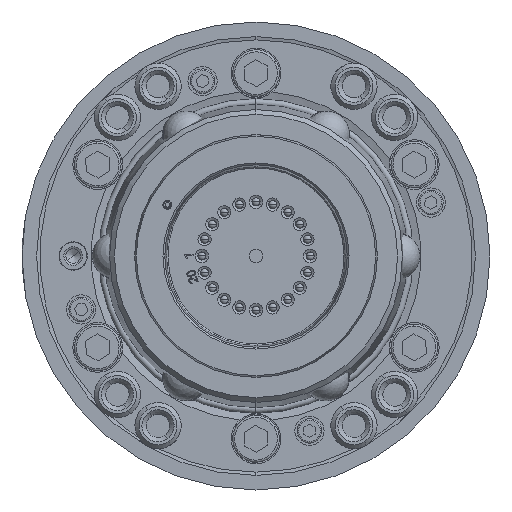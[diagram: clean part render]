
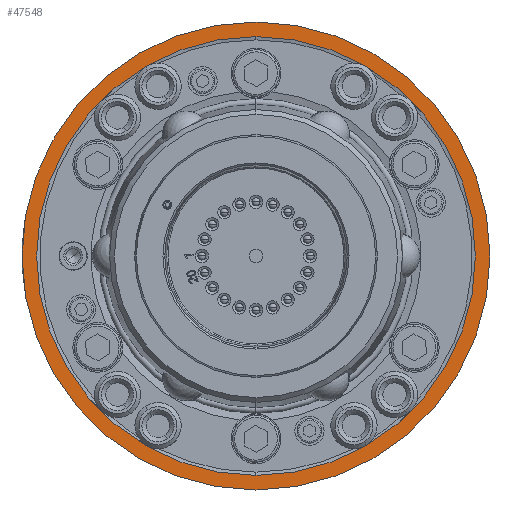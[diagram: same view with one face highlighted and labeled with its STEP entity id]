
A CAD part, front view. The second image highlights one B-rep face of the part: STEP entity #47548.
In plain terms, the highlighted planar face has unit normal (0, -1, 0).
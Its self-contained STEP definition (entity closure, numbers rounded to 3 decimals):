
#529 = AXIS2_PLACEMENT_3D ( 'NONE', #44690, #15861, #49545 ) ;
#2357 = DIRECTION ( 'NONE',  ( 0., 0., 1. ) ) ;
#2498 = DIRECTION ( 'NONE',  ( 0., 0., 1. ) ) ;
#2586 = CIRCLE ( 'NONE', #529, 75. ) ;
#3810 = AXIS2_PLACEMENT_3D ( 'NONE', #26416, #31286, #2357 ) ;
#6425 = VERTEX_POINT ( 'NONE', #33807 ) ;
#8452 = CARTESIAN_POINT ( 'NONE',  ( 0., -75., -80. ) ) ;
#9116 = AXIS2_PLACEMENT_3D ( 'NONE', #51009, #22219, #55790 ) ;
#9314 = ORIENTED_EDGE ( 'NONE', *, *, #53370, .T. ) ;
#9878 = EDGE_CURVE ( 'NONE', #49578, #58477, #23072, .T. ) ;
#12274 = CARTESIAN_POINT ( 'NONE',  ( 0., -75., 75. ) ) ;
#15861 = DIRECTION ( 'NONE',  ( 0., 1., 0. ) ) ;
#16108 = VERTEX_POINT ( 'NONE', #8452 ) ;
#19670 = VERTEX_POINT ( 'NONE', #12274 ) ;
#20450 = VERTEX_POINT ( 'NONE', #52528 ) ;
#20947 = EDGE_CURVE ( 'NONE', #6425, #19670, #61961, .T. ) ;
#22219 = DIRECTION ( 'NONE',  ( 0., 1., 0. ) ) ;
#22850 = DIRECTION ( 'NONE',  ( 0., 1., 0. ) ) ;
#23072 = CIRCLE ( 'NONE', #45912, 80. ) ;
#23756 = CARTESIAN_POINT ( 'NONE',  ( 0., -75., 0. ) ) ;
#26416 = CARTESIAN_POINT ( 'NONE',  ( 75., -75., 0. ) ) ;
#27235 = EDGE_CURVE ( 'NONE', #29734, #20450, #36781, .T. ) ;
#28025 = CARTESIAN_POINT ( 'NONE',  ( -69.031, -75., 40.431 ) ) ;
#28629 = DIRECTION ( 'NONE',  ( 0., 0., 1. ) ) ;
#28880 = ORIENTED_EDGE ( 'NONE', *, *, #48214, .F. ) ;
#29734 = VERTEX_POINT ( 'NONE', #59203 ) ;
#29808 = ORIENTED_EDGE ( 'NONE', *, *, #27235, .T. ) ;
#31286 = DIRECTION ( 'NONE',  ( 0., 1., 0. ) ) ;
#31559 = FACE_OUTER_BOUND ( 'NONE', #44753, .T. ) ;
#31627 = VECTOR ( 'NONE', #48356, 1000. ) ;
#33807 = CARTESIAN_POINT ( 'NONE',  ( 0., -75., -75. ) ) ;
#34122 = CARTESIAN_POINT ( 'NONE',  ( 0., -75., 0. ) ) ;
#34397 = ORIENTED_EDGE ( 'NONE', *, *, #20947, .T. ) ;
#35184 = AXIS2_PLACEMENT_3D ( 'NONE', #51634, #22850, #56430 ) ;
#36273 = DIRECTION ( 'NONE',  ( 0., 1., 0. ) ) ;
#36781 = LINE ( 'NONE', #54022, #47995 ) ;
#38764 = ORIENTED_EDGE ( 'NONE', *, *, #47926, .F. ) ;
#40257 = EDGE_CURVE ( 'NONE', #19670, #6425, #2586, .T. ) ;
#41435 = EDGE_LOOP ( 'NONE', ( #34397, #54824 ) ) ;
#42865 = LINE ( 'NONE', #43126, #31627 ) ;
#43126 = CARTESIAN_POINT ( 'NONE',  ( -49.275, -75., -33.3 ) ) ;
#43431 = CARTESIAN_POINT ( 'NONE',  ( 0., -75., 80. ) ) ;
#44690 = CARTESIAN_POINT ( 'NONE',  ( 0., -75., 0. ) ) ;
#44753 = EDGE_LOOP ( 'NONE', ( #60270, #9314, #29808, #28880, #38764 ) ) ;
#45912 = AXIS2_PLACEMENT_3D ( 'NONE', #34122, #36273, #2498 ) ;
#47548 = ADVANCED_FACE ( 'NONE', ( #31559, #56988 ), #59926, .F. ) ;
#47926 = EDGE_CURVE ( 'NONE', #58477, #16108, #56219, .T. ) ;
#47995 = VECTOR ( 'NONE', #54227, 1000. ) ;
#48214 = EDGE_CURVE ( 'NONE', #16108, #20450, #58453, .T. ) ;
#48356 = DIRECTION ( 'NONE',  ( 0.259, 0., -0.966 ) ) ;
#49545 = DIRECTION ( 'NONE',  ( 0., 0., 1. ) ) ;
#49578 = VERTEX_POINT ( 'NONE', #28025 ) ;
#51009 = CARTESIAN_POINT ( 'NONE',  ( 0., -75., 0. ) ) ;
#51634 = CARTESIAN_POINT ( 'NONE',  ( 0., -75., 0. ) ) ;
#52528 = CARTESIAN_POINT ( 'NONE',  ( -69.53, -75., 39.568 ) ) ;
#53370 = EDGE_CURVE ( 'NONE', #49578, #29734, #42865, .T. ) ;
#54022 = CARTESIAN_POINT ( 'NONE',  ( 55.426, -75., 73.05 ) ) ;
#54227 = DIRECTION ( 'NONE',  ( -0.966, 0., -0.259 ) ) ;
#54824 = ORIENTED_EDGE ( 'NONE', *, *, #40257, .T. ) ;
#55790 = DIRECTION ( 'NONE',  ( 0., 0., 1. ) ) ;
#56219 = CIRCLE ( 'NONE', #61767, 80. ) ;
#56430 = DIRECTION ( 'NONE',  ( 0., 0., 1. ) ) ;
#56988 = FACE_BOUND ( 'NONE', #41435, .T. ) ;
#57298 = DIRECTION ( 'NONE',  ( 0., 1., 0. ) ) ;
#58453 = CIRCLE ( 'NONE', #9116, 80. ) ;
#58477 = VERTEX_POINT ( 'NONE', #43431 ) ;
#59203 = CARTESIAN_POINT ( 'NONE',  ( -68.849, -75., 39.75 ) ) ;
#59926 = PLANE ( 'NONE',  #3810 ) ;
#60270 = ORIENTED_EDGE ( 'NONE', *, *, #9878, .F. ) ;
#61767 = AXIS2_PLACEMENT_3D ( 'NONE', #23756, #57298, #28629 ) ;
#61961 = CIRCLE ( 'NONE', #35184, 75. ) ;
